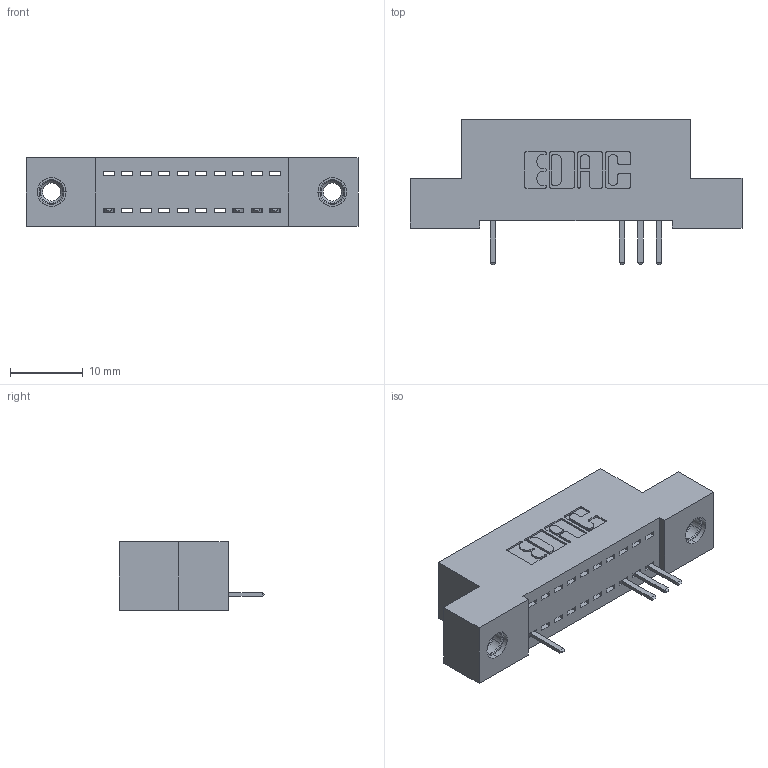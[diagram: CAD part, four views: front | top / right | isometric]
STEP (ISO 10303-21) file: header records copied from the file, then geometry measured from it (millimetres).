
FILE_DESCRIPTION (( 'STEP AP203' ), '1' );
FILE_NAME ('392-010-520-107.STEP', '2018-08-14T20:03:55', ( '' ), ( '' ), 'SwSTEP 2.0', 'SolidWorks 2016', '' );
FILE_SCHEMA (( 'CONFIG_CONTROL_DESIGN' ));
Length unit declared in the file: inch
Products named in the file (4): 342 Part_TI; 345-292-001_345-293-120; 345-250-001_345-250-005-103; 392-010-520-107
Assembly tree (7 placements, depth 2):
  392-010-520-107
    342 Part_TI
    345-292-001_345-293-120  x4
    345-250-001_345-250-005-103  x2
Bounding box: 45.72 x 20.02 x 9.4 mm (x, y, z)
Volume: 3798.1 mm3; surface area: 4619.6 mm2
Topology: 7 solids, 7 shells, 490 faces, 1423 edges, 930 vertices
Faces by surface type: plane 346, cylinder 128, cone 12, torus 4
Entity records: 11228 total; most frequent: CARTESIAN_POINT 1961, ORIENTED_EDGE 1894, DIRECTION 1733, EDGE_CURVE 947, LINE 795, VECTOR 795, VERTEX_POINT 624, AXIS2_PLACEMENT_3D 469
